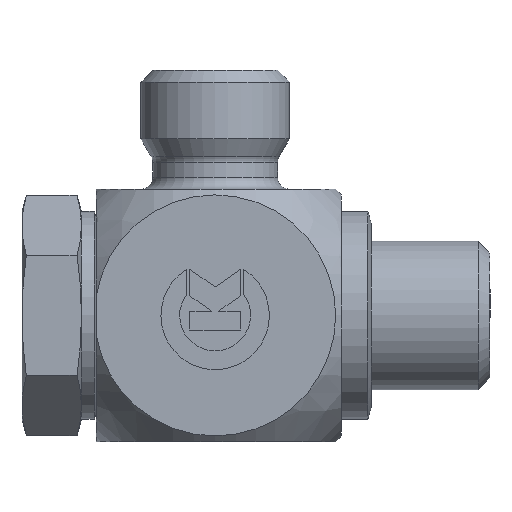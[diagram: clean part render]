
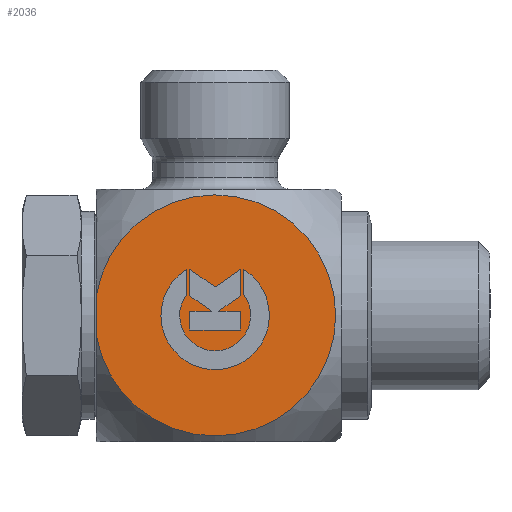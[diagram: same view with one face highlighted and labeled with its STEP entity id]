
A CAD part, left-side view. The second image highlights one B-rep face of the part: STEP entity #2036.
In plain terms, the highlighted planar face has unit normal (-1, 0, 0).
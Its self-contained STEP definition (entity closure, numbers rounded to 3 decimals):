
#1123=CARTESIAN_POINT('',(-8.5,1.917,11.607));
#1124=VERTEX_POINT('',#1123);
#1131=CARTESIAN_POINT('',(-8.5,-1.917,11.607));
#1132=VERTEX_POINT('',#1131);
#1133=CARTESIAN_POINT('',(-8.5,0.,8.5));
#1134=DIRECTION('',(1.0,0.0,0.0));
#1135=DIRECTION('',(0.0,-0.525,-0.851));
#1136=AXIS2_PLACEMENT_3D('',#1133,#1134,#1135);
#1137=CIRCLE('',#1136,3.651);
#1138=EDGE_CURVE('',#1132,#1124,#1137,.T.);
#1163=CARTESIAN_POINT('',(-8.5,-1.917,9.92));
#1164=VERTEX_POINT('',#1163);
#1165=CARTESIAN_POINT('',(-8.5,-1.917,9.92));
#1166=DIRECTION('',(0.0,0.0,1.0));
#1167=VECTOR('',#1166,1.687);
#1168=LINE('',#1165,#1167);
#1169=EDGE_CURVE('',#1164,#1132,#1168,.T.);
#1195=CARTESIAN_POINT('',(-8.5,1.917,9.92));
#1196=VERTEX_POINT('',#1195);
#1197=CARTESIAN_POINT('',(-8.5,0.,8.5));
#1198=DIRECTION('',(-1.0,0.0,0.0));
#1199=DIRECTION('',(0.0,0.804,0.595));
#1200=AXIS2_PLACEMENT_3D('',#1197,#1198,#1199);
#1201=CIRCLE('',#1200,2.385);
#1202=EDGE_CURVE('',#1196,#1164,#1201,.T.);
#1225=CARTESIAN_POINT('',(-8.5,1.917,11.607));
#1226=DIRECTION('',(0.0,0.0,-1.0));
#1227=VECTOR('',#1226,1.687);
#1228=LINE('',#1225,#1227);
#1229=EDGE_CURVE('',#1124,#1196,#1228,.T.);
#1262=CARTESIAN_POINT('',(-8.5,-1.704,7.517));
#1263=VERTEX_POINT('',#1262);
#1270=CARTESIAN_POINT('',(-8.5,-1.704,8.795));
#1271=VERTEX_POINT('',#1270);
#1272=CARTESIAN_POINT('',(-8.5,-1.704,8.795));
#1273=DIRECTION('',(0.0,0.0,-1.0));
#1274=VECTOR('',#1273,1.278);
#1275=LINE('',#1272,#1274);
#1276=EDGE_CURVE('',#1271,#1263,#1275,.T.);
#1301=CARTESIAN_POINT('',(-8.5,-0.244,8.795));
#1302=VERTEX_POINT('',#1301);
#1303=CARTESIAN_POINT('',(-8.5,-0.244,8.795));
#1304=DIRECTION('',(0.0,-1.0,0.0));
#1305=VECTOR('',#1304,1.46);
#1306=LINE('',#1303,#1305);
#1307=EDGE_CURVE('',#1302,#1271,#1306,.T.);
#1332=CARTESIAN_POINT('',(-8.5,-1.704,9.818));
#1333=VERTEX_POINT('',#1332);
#1334=CARTESIAN_POINT('',(-8.5,-1.704,9.818));
#1335=DIRECTION('',(0.0,0.819,-0.574));
#1336=VECTOR('',#1335,1.782);
#1337=LINE('',#1334,#1336);
#1338=EDGE_CURVE('',#1333,#1302,#1337,.T.);
#1363=CARTESIAN_POINT('',(-8.5,-1.704,11.607));
#1364=VERTEX_POINT('',#1363);
#1365=CARTESIAN_POINT('',(-8.5,-1.704,11.607));
#1366=DIRECTION('',(0.0,0.0,-1.0));
#1367=VECTOR('',#1366,1.789);
#1368=LINE('',#1365,#1367);
#1369=EDGE_CURVE('',#1364,#1333,#1368,.T.);
#1394=CARTESIAN_POINT('',(-8.5,0.,10.414));
#1395=VERTEX_POINT('',#1394);
#1396=CARTESIAN_POINT('',(-8.5,0.,10.414));
#1397=DIRECTION('',(0.0,-0.819,0.574));
#1398=VECTOR('',#1397,2.08);
#1399=LINE('',#1396,#1398);
#1400=EDGE_CURVE('',#1395,#1364,#1399,.T.);
#1425=CARTESIAN_POINT('',(-8.5,1.704,11.607));
#1426=VERTEX_POINT('',#1425);
#1427=CARTESIAN_POINT('',(-8.5,1.704,11.607));
#1428=DIRECTION('',(0.0,-0.819,-0.574));
#1429=VECTOR('',#1428,2.08);
#1430=LINE('',#1427,#1429);
#1431=EDGE_CURVE('',#1426,#1395,#1430,.T.);
#1456=CARTESIAN_POINT('',(-8.5,1.704,9.818));
#1457=VERTEX_POINT('',#1456);
#1458=CARTESIAN_POINT('',(-8.5,1.704,9.818));
#1459=DIRECTION('',(0.0,0.0,1.0));
#1460=VECTOR('',#1459,1.789);
#1461=LINE('',#1458,#1460);
#1462=EDGE_CURVE('',#1457,#1426,#1461,.T.);
#1487=CARTESIAN_POINT('',(-8.5,0.244,8.795));
#1488=VERTEX_POINT('',#1487);
#1489=CARTESIAN_POINT('',(-8.5,0.244,8.795));
#1490=DIRECTION('',(0.0,0.819,0.574));
#1491=VECTOR('',#1490,1.782);
#1492=LINE('',#1489,#1491);
#1493=EDGE_CURVE('',#1488,#1457,#1492,.T.);
#1518=CARTESIAN_POINT('',(-8.5,1.704,8.795));
#1519=VERTEX_POINT('',#1518);
#1520=CARTESIAN_POINT('',(-8.5,1.704,8.795));
#1521=DIRECTION('',(0.0,-1.0,0.0));
#1522=VECTOR('',#1521,1.46);
#1523=LINE('',#1520,#1522);
#1524=EDGE_CURVE('',#1519,#1488,#1523,.T.);
#1549=CARTESIAN_POINT('',(-8.5,1.704,7.517));
#1550=VERTEX_POINT('',#1549);
#1551=CARTESIAN_POINT('',(-8.5,1.704,7.517));
#1552=DIRECTION('',(0.0,0.0,1.0));
#1553=VECTOR('',#1552,1.278);
#1554=LINE('',#1551,#1553);
#1555=EDGE_CURVE('',#1550,#1519,#1554,.T.);
#1578=CARTESIAN_POINT('',(-8.5,-1.704,7.517));
#1579=DIRECTION('',(0.0,1.0,0.0));
#1580=VECTOR('',#1579,3.408);
#1581=LINE('',#1578,#1580);
#1582=EDGE_CURVE('',#1263,#1550,#1581,.T.);
#1971=CARTESIAN_POINT('',(-8.5,8.,7.154));
#1972=VERTEX_POINT('',#1971);
#1980=CARTESIAN_POINT('',(-8.5,8.,9.846));
#1981=VERTEX_POINT('',#1980);
#1982=CARTESIAN_POINT('',(-8.5,8.,9.846));
#1983=DIRECTION('',(0.0,0.0,-1.0));
#1984=VECTOR('',#1983,2.693);
#1985=LINE('',#1982,#1984);
#1986=EDGE_CURVE('',#1981,#1972,#1985,.T.);
#2002=CARTESIAN_POINT('',(-8.5,-8.5,0.0));
#2003=DIRECTION('',(-1.0,0.0,0.0));
#2004=DIRECTION('',(0.0,0.0,1.0));
#2005=AXIS2_PLACEMENT_3D('',#2002,#2003,#2004);
#2006=PLANE('',#2005);
#2007=ORIENTED_EDGE('',*,*,#1986,.T.);
#2008=CARTESIAN_POINT('',(-8.5,0.,8.5));
#2009=DIRECTION('',(-1.0,0.0,0.0));
#2010=DIRECTION('',(0.0,0.0,-1.0));
#2011=AXIS2_PLACEMENT_3D('',#2008,#2009,#2010);
#2012=CIRCLE('',#2011,8.112);
#2013=EDGE_CURVE('',#1972,#1981,#2012,.T.);
#2014=ORIENTED_EDGE('',*,*,#2013,.T.);
#2015=EDGE_LOOP('',(#2007,#2014));
#2016=FACE_OUTER_BOUND('',#2015,.T.);
#2017=ORIENTED_EDGE('',*,*,#1138,.T.);
#2018=ORIENTED_EDGE('',*,*,#1229,.T.);
#2019=ORIENTED_EDGE('',*,*,#1202,.T.);
#2020=ORIENTED_EDGE('',*,*,#1169,.T.);
#2021=EDGE_LOOP('',(#2017,#2018,#2019,#2020));
#2022=FACE_BOUND('',#2021,.T.);
#2023=ORIENTED_EDGE('',*,*,#1276,.T.);
#2024=ORIENTED_EDGE('',*,*,#1582,.T.);
#2025=ORIENTED_EDGE('',*,*,#1555,.T.);
#2026=ORIENTED_EDGE('',*,*,#1524,.T.);
#2027=ORIENTED_EDGE('',*,*,#1493,.T.);
#2028=ORIENTED_EDGE('',*,*,#1462,.T.);
#2029=ORIENTED_EDGE('',*,*,#1431,.T.);
#2030=ORIENTED_EDGE('',*,*,#1400,.T.);
#2031=ORIENTED_EDGE('',*,*,#1369,.T.);
#2032=ORIENTED_EDGE('',*,*,#1338,.T.);
#2033=ORIENTED_EDGE('',*,*,#1307,.T.);
#2034=EDGE_LOOP('',(#2023,#2024,#2025,#2026,#2027,#2028,#2029,#2030,#2031,#2032,#2033));
#2035=FACE_BOUND('',#2034,.T.);
#2036=ADVANCED_FACE('',(#2016,#2022,#2035),#2006,.T.);
